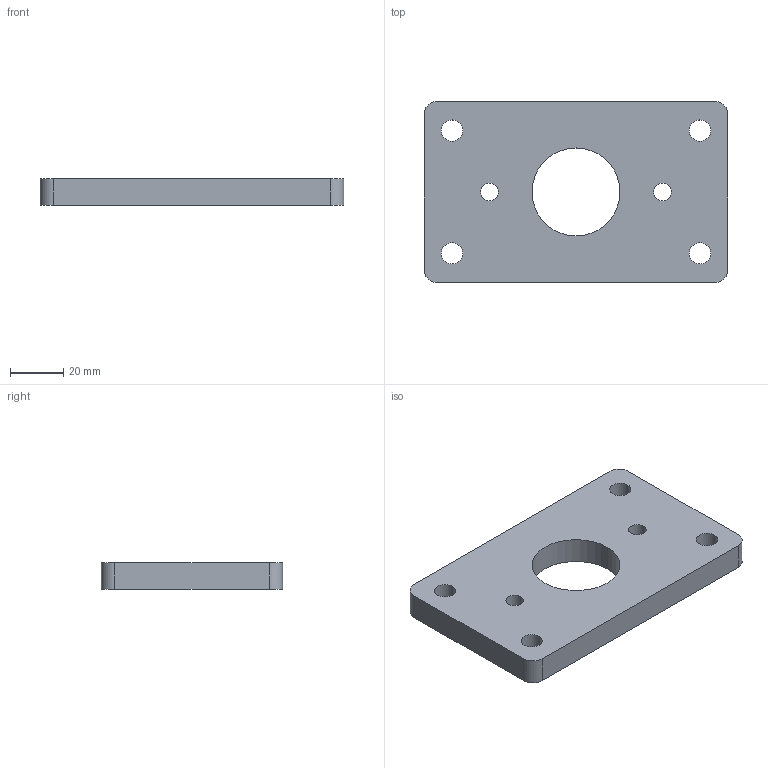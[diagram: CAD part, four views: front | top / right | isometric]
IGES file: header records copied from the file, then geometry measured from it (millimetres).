
Start section: START RECORD GO HERE.
Global section: file name: platine alpine filetage.igs; native system: DASSAULT SYSTEMES CATIA V5 R20 - www.3ds.com; preprocessor: CATIA Version 5 Release 20 SP 1 ; author: User; organization: DESKTOP-8HPD6LS; date: 20250112.190006; units: millimetre
Bounding box: 114 x 68 x 10 mm (x, y, z)
Surface area: 19223.4 mm2 (no closed solid volume)
Topology: 0 solids, 0 shells, 24 faces, 132 edges, 132 vertices
Faces by surface type: revolution 18, plane 6
